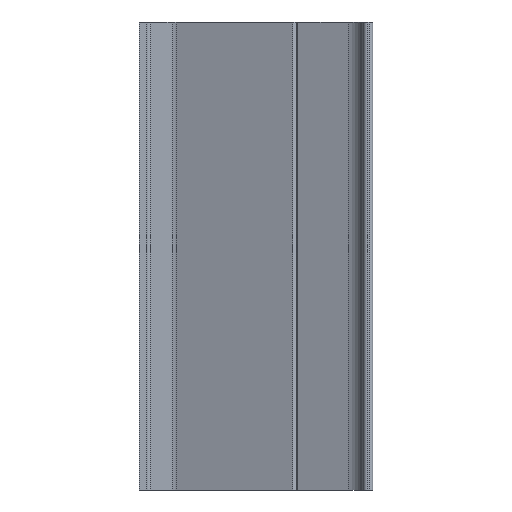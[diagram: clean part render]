
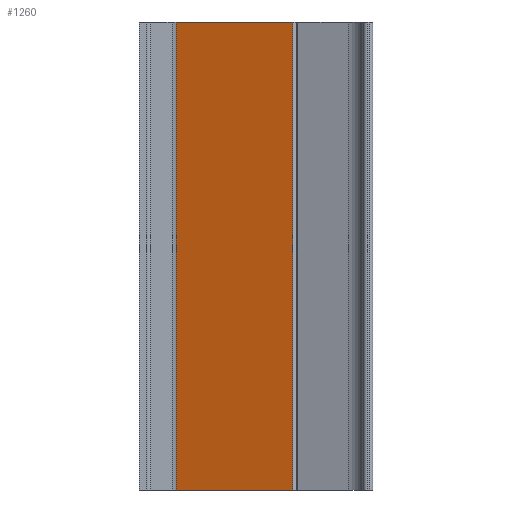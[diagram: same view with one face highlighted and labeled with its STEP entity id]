
A CAD part, left-side view. The second image highlights one B-rep face of the part: STEP entity #1260.
In plain terms, the highlighted planar face has unit normal (-0.934, 0.358, 0).
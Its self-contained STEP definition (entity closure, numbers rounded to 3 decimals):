
#134 = VERTEX_POINT ( 'NONE', #1345 ) ;
#638 = DIRECTION ( 'NONE',  ( -0.358, -0.934, 0. ) ) ;
#639 = VECTOR ( 'NONE', #638, 1000. ) ;
#640 = LINE ( 'NONE', #643, #639 ) ;
#643 = CARTESIAN_POINT ( 'NONE',  ( -897.168, 1887.987, 120. ) ) ;
#645 = DIRECTION ( 'NONE',  ( -0.358, -0.934, 0. ) ) ;
#646 = VECTOR ( 'NONE', #645, 1000. ) ;
#647 = LINE ( 'NONE', #651, #646 ) ;
#648 = DIRECTION ( 'NONE',  ( 0., 0., -1. ) ) ;
#649 = VECTOR ( 'NONE', #648, 1000. ) ;
#650 = CARTESIAN_POINT ( 'NONE',  ( -908.63, 1858.129, 120. ) ) ;
#651 = CARTESIAN_POINT ( 'NONE',  ( -897.168, 1887.987, 0. ) ) ;
#652 = CARTESIAN_POINT ( 'NONE',  ( -908.63, 1858.129, 120. ) ) ;
#653 = CARTESIAN_POINT ( 'NONE',  ( -897.168, 1887.987, 120. ) ) ;
#656 = LINE ( 'NONE', #650, #649 ) ;
#657 = DIRECTION ( 'NONE',  ( 0.358, 0.934, 0. ) ) ;
#658 = DIRECTION ( 'NONE',  ( 0.934, -0.358, 0. ) ) ;
#659 = CARTESIAN_POINT ( 'NONE',  ( -897.168, 1887.987, 120. ) ) ;
#660 = AXIS2_PLACEMENT_3D ( 'NONE', #659, #658, #657 ) ;
#661 = PLANE ( 'NONE',  #660 ) ;
#711 = CARTESIAN_POINT ( 'NONE',  ( -897.168, 1887.987, 0. ) ) ;
#714 = DIRECTION ( 'NONE',  ( 0., 0., -1. ) ) ;
#715 = VECTOR ( 'NONE', #714, 1000. ) ;
#716 = LINE ( 'NONE', #718, #715 ) ;
#718 = CARTESIAN_POINT ( 'NONE',  ( -897.168, 1887.987, 120. ) ) ;
#1260 = ADVANCED_FACE ( 'NONE', ( #2037 ), #661, .F. ) ;
#1261 = ORIENTED_EDGE ( 'NONE', *, *, #1267, .F. ) ;
#1262 = EDGE_LOOP ( 'NONE', ( #1277, #1263, #1261, #1272 ) ) ;
#1263 = ORIENTED_EDGE ( 'NONE', *, *, #1264, .F. ) ;
#1264 = EDGE_CURVE ( 'NONE', #1266, #134, #656, .T. ) ;
#1265 = EDGE_CURVE ( 'NONE', #1314, #134, #647, .T. ) ;
#1266 = VERTEX_POINT ( 'NONE', #652 ) ;
#1267 = EDGE_CURVE ( 'NONE', #1274, #1266, #640, .T. ) ;
#1272 = ORIENTED_EDGE ( 'NONE', *, *, #1304, .T. ) ;
#1274 = VERTEX_POINT ( 'NONE', #653 ) ;
#1277 = ORIENTED_EDGE ( 'NONE', *, *, #1265, .T. ) ;
#1304 = EDGE_CURVE ( 'NONE', #1274, #1314, #716, .T. ) ;
#1314 = VERTEX_POINT ( 'NONE', #711 ) ;
#1345 = CARTESIAN_POINT ( 'NONE',  ( -908.63, 1858.129, 0. ) ) ;
#2037 = FACE_OUTER_BOUND ( 'NONE', #1262, .T. ) ;
